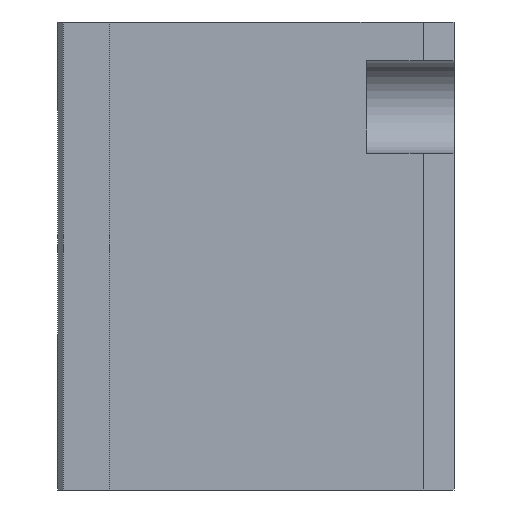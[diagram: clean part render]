
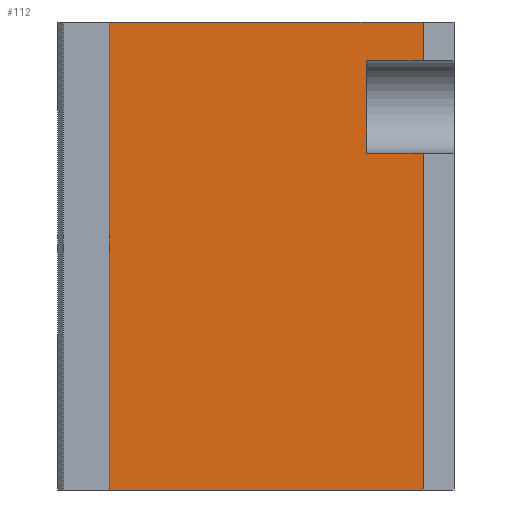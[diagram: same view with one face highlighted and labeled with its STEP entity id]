
A CAD part, left-side view. The second image highlights one B-rep face of the part: STEP entity #112.
In plain terms, the highlighted planar face has unit normal (-1, 0, 0).
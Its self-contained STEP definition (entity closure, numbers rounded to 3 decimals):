
#112 = ADVANCED_FACE( '', ( #211 ), #212, .T. );
#211 = FACE_OUTER_BOUND( '', #333, .T. );
#212 = PLANE( '', #334 );
#333 = EDGE_LOOP( '', ( #642, #643, #644, #645, #646, #647, #648, #649 ) );
#334 = AXIS2_PLACEMENT_3D( '', #650, #651, #652 );
#642 = ORIENTED_EDGE( '', *, *, #906, .T. );
#643 = ORIENTED_EDGE( '', *, *, #901, .T. );
#644 = ORIENTED_EDGE( '', *, *, #886, .T. );
#645 = ORIENTED_EDGE( '', *, *, #912, .T. );
#646 = ORIENTED_EDGE( '', *, *, #913, .T. );
#647 = ORIENTED_EDGE( '', *, *, #914, .F. );
#648 = ORIENTED_EDGE( '', *, *, #915, .T. );
#649 = ORIENTED_EDGE( '', *, *, #916, .T. );
#650 = CARTESIAN_POINT( '', ( -53., 6., 0. ) );
#651 = DIRECTION( '', ( -1., 0., 0. ) );
#652 = DIRECTION( '', ( 0., -1., 0. ) );
#886 = EDGE_CURVE( '', #1069, #1070, #1071, .T. );
#901 = EDGE_CURVE( '', #1097, #1069, #1098, .T. );
#906 = EDGE_CURVE( '', #1105, #1097, #1106, .T. );
#912 = EDGE_CURVE( '', #1070, #1115, #1116, .T. );
#913 = EDGE_CURVE( '', #1115, #1117, #1118, .T. );
#914 = EDGE_CURVE( '', #1119, #1117, #1120, .T. );
#915 = EDGE_CURVE( '', #1119, #1121, #1122, .T. );
#916 = EDGE_CURVE( '', #1121, #1105, #1123, .T. );
#1069 = VERTEX_POINT( '', #1440 );
#1070 = VERTEX_POINT( '', #1441 );
#1071 = LINE( '', #1442, #1443 );
#1097 = VERTEX_POINT( '', #1481 );
#1098 = LINE( '', #1482, #1483 );
#1105 = VERTEX_POINT( '', #1492 );
#1106 = LINE( '', #1493, #1494 );
#1115 = VERTEX_POINT( '', #1508 );
#1116 = LINE( '', #1509, #1510 );
#1117 = VERTEX_POINT( '', #1511 );
#1118 = LINE( '', #1512, #1513 );
#1119 = VERTEX_POINT( '', #1514 );
#1120 = LINE( '', #1515, #1516 );
#1121 = VERTEX_POINT( '', #1517 );
#1122 = LINE( '', #1518, #1519 );
#1123 = LINE( '', #1520, #1521 );
#1440 = CARTESIAN_POINT( '', ( -53., 17., 83.5 ) );
#1441 = CARTESIAN_POINT( '', ( -53., 6., 83.5 ) );
#1442 = CARTESIAN_POINT( '', ( -53., 11.5, 83.5 ) );
#1443 = VECTOR( '', #1762, 1. );
#1481 = CARTESIAN_POINT( '', ( -53., 17., 65.5 ) );
#1482 = CARTESIAN_POINT( '', ( -53., 17., 0. ) );
#1483 = VECTOR( '', #1781, 1. );
#1492 = CARTESIAN_POINT( '', ( -53., 6., 65.5 ) );
#1493 = CARTESIAN_POINT( '', ( -53., 11.5, 65.5 ) );
#1494 = VECTOR( '', #1790, 1. );
#1508 = CARTESIAN_POINT( '', ( -53., 6., 91. ) );
#1509 = CARTESIAN_POINT( '', ( -53., 6., 0. ) );
#1510 = VECTOR( '', #1796, 1. );
#1511 = CARTESIAN_POINT( '', ( -53., 67., 91. ) );
#1512 = CARTESIAN_POINT( '', ( -53., 67., 91. ) );
#1513 = VECTOR( '', #1797, 1. );
#1514 = CARTESIAN_POINT( '', ( -53., 67., 0. ) );
#1515 = CARTESIAN_POINT( '', ( -53., 67., 0. ) );
#1516 = VECTOR( '', #1798, 1. );
#1517 = CARTESIAN_POINT( '', ( -53., 6., 0. ) );
#1518 = CARTESIAN_POINT( '', ( -53., 67., 0. ) );
#1519 = VECTOR( '', #1799, 1. );
#1520 = CARTESIAN_POINT( '', ( -53., 6., 0. ) );
#1521 = VECTOR( '', #1800, 1. );
#1762 = DIRECTION( '', ( 0., -1., 0. ) );
#1781 = DIRECTION( '', ( 0., 0., 1. ) );
#1790 = DIRECTION( '', ( 0., 1., 0. ) );
#1796 = DIRECTION( '', ( 0., 0., 1. ) );
#1797 = DIRECTION( '', ( 0., 1., 0. ) );
#1798 = DIRECTION( '', ( 0., 0., 1. ) );
#1799 = DIRECTION( '', ( 0., -1., 0. ) );
#1800 = DIRECTION( '', ( 0., 0., 1. ) );
